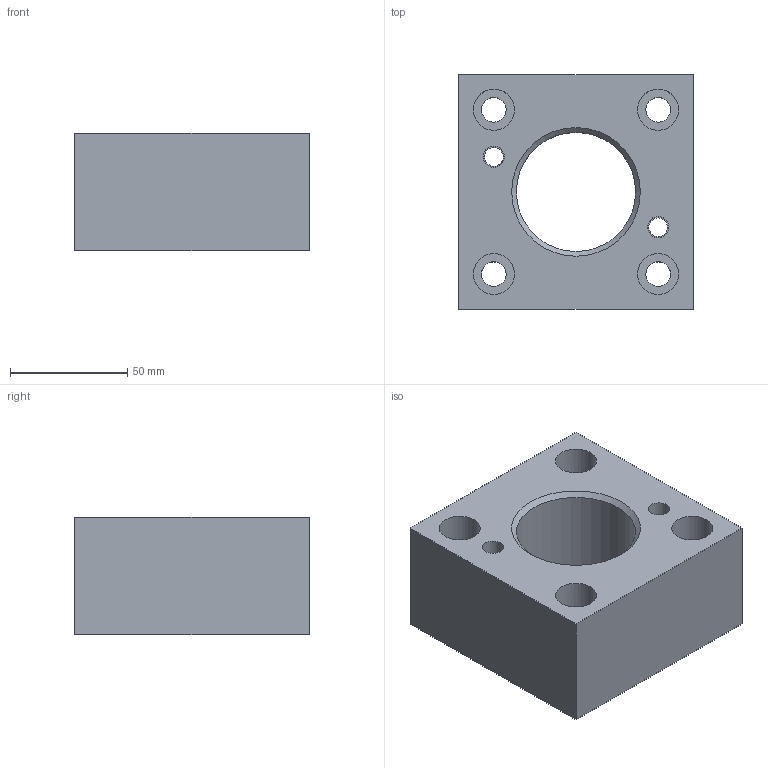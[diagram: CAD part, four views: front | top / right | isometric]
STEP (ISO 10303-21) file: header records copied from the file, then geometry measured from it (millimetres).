
FILE_DESCRIPTION(/* description */ ('LOCKOUT PIN RECEIVER'),/* implementation_level */ '2;1');
FILE_NAME(/* name */ 'ALP50-PRL.stp',/* time_stamp */ '2019-03-05T17:49:08-05:00',/* author */ ('Avelyn'),/* organization */ (''),/* preprocessor_version */ 'ST-DEVELOPER v17',/* originating_system */ 'Autodesk Inventor 2018',/* authorisation */ '');
FILE_SCHEMA (('AUTOMOTIVE_DESIGN { 1 0 10303 214 3 1 1 }'));
Length unit declared in the file: millimetre
Products named in the file (1): ALP50-PRL
Bounding box: 100 x 100 x 50 mm (x, y, z)
Volume: 365815.5 mm3; surface area: 53500.4 mm2
Topology: 1 solids, 1 shells, 26 faces, 66 edges, 48 vertices
Faces by surface type: cylinder 13, plane 12, cone 1
Full cylindrical faces by diameter (mm): 8 x2, 9 x2, 10.5 x4, 17.5 x4, 50.8 x1
Entity records: 893 total; most frequent: DIRECTION 160, CARTESIAN_POINT 141, ORIENTED_EDGE 132, AXIS2_PLACEMENT_3D 67, EDGE_CURVE 66, VERTEX_POINT 48, EDGE_LOOP 46, CIRCLE 40
